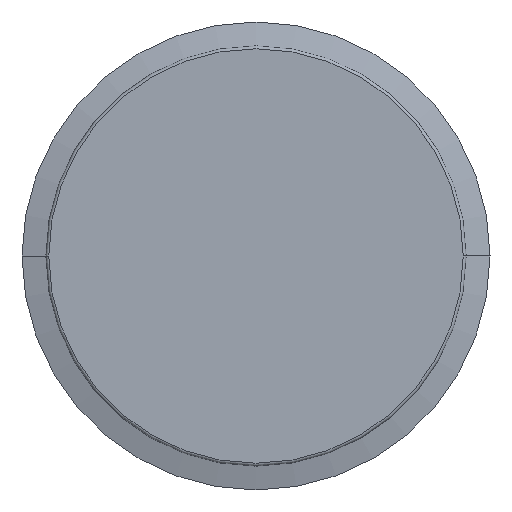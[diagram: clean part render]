
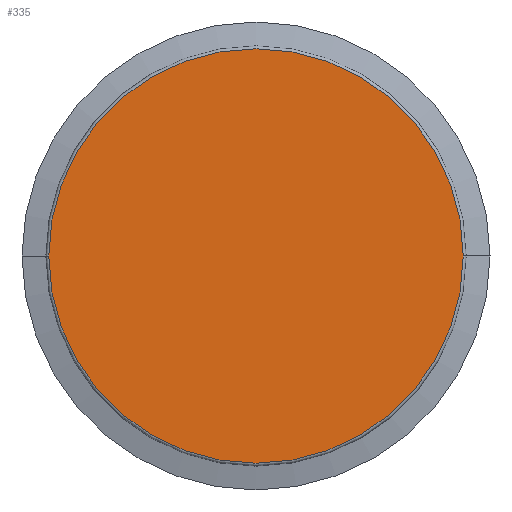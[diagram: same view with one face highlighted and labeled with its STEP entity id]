
A CAD part, front view. The second image highlights one B-rep face of the part: STEP entity #335.
In plain terms, the highlighted planar face has unit normal (0, -1, 0).
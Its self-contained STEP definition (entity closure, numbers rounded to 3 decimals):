
#38 = CIRCLE ( 'NONE', #50, 10.85 ) ;
#44 = DIRECTION ( 'NONE',  ( -1., 0., 0. ) ) ;
#50 = AXIS2_PLACEMENT_3D ( 'NONE', #558, #561, #202 ) ;
#107 = VERTEX_POINT ( 'NONE', #129 ) ;
#129 = CARTESIAN_POINT ( 'NONE',  ( 10.85, 0., 0. ) ) ;
#181 = ORIENTED_EDGE ( 'NONE', *, *, #523, .F. ) ;
#191 = VERTEX_POINT ( 'NONE', #326 ) ;
#202 = DIRECTION ( 'NONE',  ( -1., 0., 0. ) ) ;
#218 = AXIS2_PLACEMENT_3D ( 'NONE', #531, #541, #427 ) ;
#224 = DIRECTION ( 'NONE',  ( 0., 1., 0. ) ) ;
#278 = PLANE ( 'NONE',  #644 ) ;
#326 = CARTESIAN_POINT ( 'NONE',  ( -10.85, 0., 0. ) ) ;
#335 = ADVANCED_FACE ( 'NONE', ( #516 ), #278, .F. ) ;
#395 = CIRCLE ( 'NONE', #218, 10.85 ) ;
#427 = DIRECTION ( 'NONE',  ( -1., 0., 0. ) ) ;
#448 = EDGE_CURVE ( 'NONE', #107, #191, #395, .T. ) ;
#516 = FACE_OUTER_BOUND ( 'NONE', #750, .T. ) ;
#523 = EDGE_CURVE ( 'NONE', #191, #107, #38, .T. ) ;
#531 = CARTESIAN_POINT ( 'NONE',  ( 0., 0., 0. ) ) ;
#541 = DIRECTION ( 'NONE',  ( 0., 1., 0. ) ) ;
#558 = CARTESIAN_POINT ( 'NONE',  ( 0., 0., 0. ) ) ;
#561 = DIRECTION ( 'NONE',  ( 0., 1., 0. ) ) ;
#644 = AXIS2_PLACEMENT_3D ( 'NONE', #683, #224, #44 ) ;
#683 = CARTESIAN_POINT ( 'NONE',  ( 0., 0., 0. ) ) ;
#717 = ORIENTED_EDGE ( 'NONE', *, *, #448, .F. ) ;
#750 = EDGE_LOOP ( 'NONE', ( #181, #717 ) ) ;
